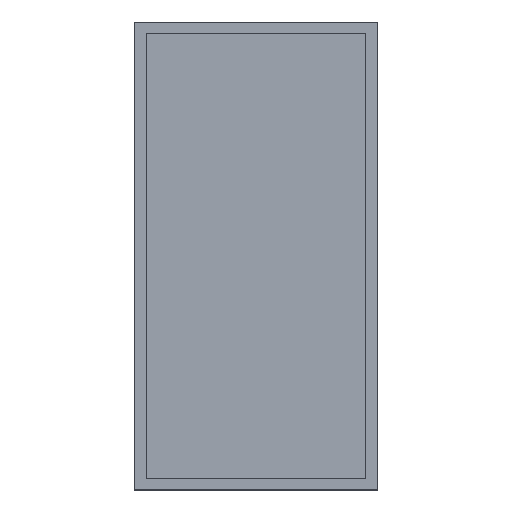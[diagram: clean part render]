
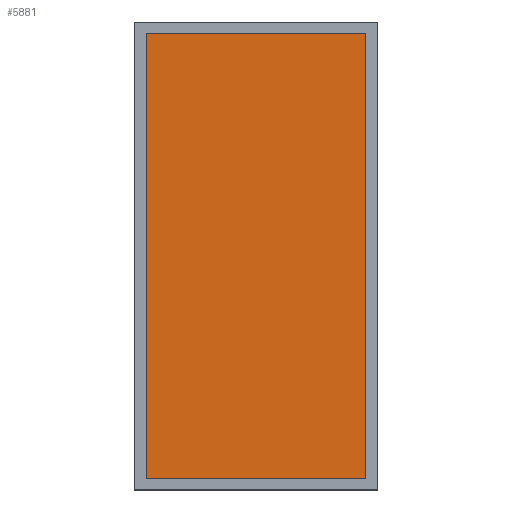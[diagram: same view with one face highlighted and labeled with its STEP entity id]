
A CAD part, left-side view. The second image highlights one B-rep face of the part: STEP entity #5881.
In plain terms, the highlighted planar face has unit normal (-1, 0, 0).
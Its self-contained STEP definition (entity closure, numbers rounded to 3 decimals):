
#61 = LINE ( 'NONE', #715, #3070 ) ;
#90 = CARTESIAN_POINT ( 'NONE',  ( -1.25, 0.99, 0.95 ) ) ;
#159 = DIRECTION ( 'NONE',  ( 1., 0., 0. ) ) ;
#290 = DIRECTION ( 'NONE',  ( 0., 1., 0. ) ) ;
#405 = EDGE_CURVE ( 'NONE', #5429, #449, #5795, .T. ) ;
#449 = VERTEX_POINT ( 'NONE', #90 ) ;
#715 = CARTESIAN_POINT ( 'NONE',  ( -1.25, 0.99, 0.95 ) ) ;
#804 = PLANE ( 'NONE',  #4975 ) ;
#965 = VECTOR ( 'NONE', #4919, 1000. ) ;
#1088 = CARTESIAN_POINT ( 'NONE',  ( -1.25, 0.05, -0.95 ) ) ;
#1117 = LINE ( 'NONE', #4860, #965 ) ;
#1653 = EDGE_LOOP ( 'NONE', ( #5035, #3359, #4878, #5507 ) ) ;
#1659 = CARTESIAN_POINT ( 'NONE',  ( -1.25, 0.05, 0.95 ) ) ;
#1745 = EDGE_CURVE ( 'NONE', #2806, #2736, #1117, .T. ) ;
#2001 = VECTOR ( 'NONE', #4863, 1000. ) ;
#2126 = DIRECTION ( 'NONE',  ( 0., 0., -1. ) ) ;
#2347 = VECTOR ( 'NONE', #290, 1000. ) ;
#2736 = VERTEX_POINT ( 'NONE', #1088 ) ;
#2806 = VERTEX_POINT ( 'NONE', #1659 ) ;
#2870 = EDGE_CURVE ( 'NONE', #449, #2806, #61, .T. ) ;
#3070 = VECTOR ( 'NONE', #4020, 1000. ) ;
#3359 = ORIENTED_EDGE ( 'NONE', *, *, #2870, .F. ) ;
#3365 = FACE_OUTER_BOUND ( 'NONE', #1653, .T. ) ;
#3534 = CARTESIAN_POINT ( 'NONE',  ( -1.25, 1.04, 1. ) ) ;
#3906 = CARTESIAN_POINT ( 'NONE',  ( -1.25, 0.99, -1. ) ) ;
#4020 = DIRECTION ( 'NONE',  ( 0., -1., 0. ) ) ;
#4860 = CARTESIAN_POINT ( 'NONE',  ( -1.25, 0.05, 0.95 ) ) ;
#4863 = DIRECTION ( 'NONE',  ( 0., 0., 1. ) ) ;
#4878 = ORIENTED_EDGE ( 'NONE', *, *, #405, .F. ) ;
#4919 = DIRECTION ( 'NONE',  ( 0., 0., -1. ) ) ;
#4975 = AXIS2_PLACEMENT_3D ( 'NONE', #3534, #159, #2126 ) ;
#5035 = ORIENTED_EDGE ( 'NONE', *, *, #1745, .F. ) ;
#5085 = CARTESIAN_POINT ( 'NONE',  ( -1.25, 0.99, -0.95 ) ) ;
#5429 = VERTEX_POINT ( 'NONE', #5668 ) ;
#5507 = ORIENTED_EDGE ( 'NONE', *, *, #5664, .F. ) ;
#5664 = EDGE_CURVE ( 'NONE', #2736, #5429, #6076, .T. ) ;
#5668 = CARTESIAN_POINT ( 'NONE',  ( -1.25, 0.99, -0.95 ) ) ;
#5795 = LINE ( 'NONE', #3906, #2001 ) ;
#5881 = ADVANCED_FACE ( 'NONE', ( #3365 ), #804, .F. ) ;
#6076 = LINE ( 'NONE', #5085, #2347 ) ;
